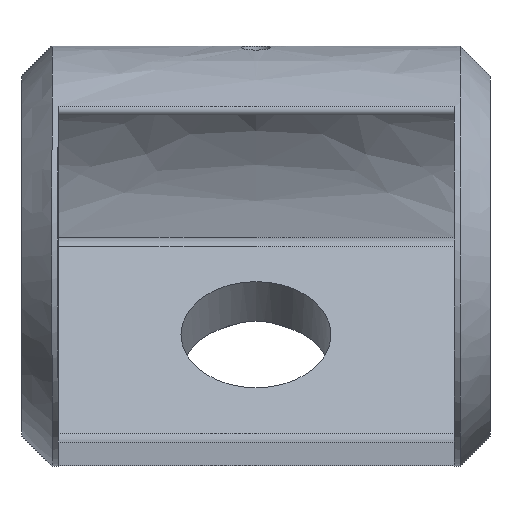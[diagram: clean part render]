
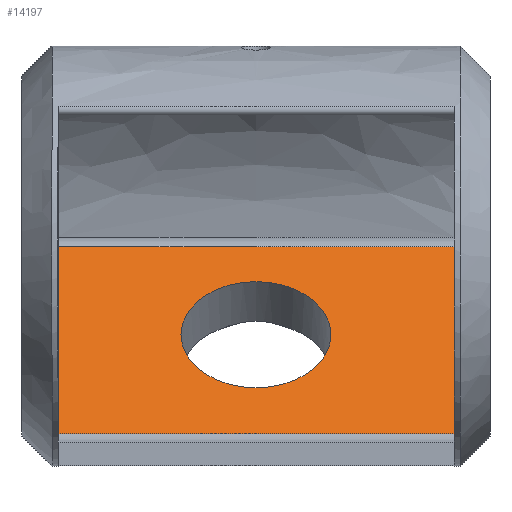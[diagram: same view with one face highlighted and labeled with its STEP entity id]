
A CAD part, left-side view. The second image highlights one B-rep face of the part: STEP entity #14197.
In plain terms, the highlighted planar face has unit normal (-0.707, 0, 0.707).
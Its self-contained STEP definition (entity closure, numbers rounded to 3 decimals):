
#454=CIRCLE('',#15297,12.5);
#1080=FACE_BOUND('',#2648,.T.);
#1823=FACE_OUTER_BOUND('',#2647,.T.);
#2647=EDGE_LOOP('',(#12929,#12930,#12931,#12932));
#2648=EDGE_LOOP('',(#12933));
#4017=LINE('',#24090,#5415);
#4029=LINE('',#24288,#5427);
#4034=LINE('',#24361,#5432);
#4058=LINE('',#24669,#5456);
#5415=VECTOR('',#18697,10.);
#5427=VECTOR('',#18733,10.);
#5432=VECTOR('',#18742,10.);
#5456=VECTOR('',#18826,10.);
#6774=VERTEX_POINT('',#24086);
#6776=VERTEX_POINT('',#24089);
#6791=VERTEX_POINT('',#24285);
#6798=VERTEX_POINT('',#24360);
#6835=VERTEX_POINT('',#24670);
#8796=EDGE_CURVE('',#6774,#6776,#4017,.T.);
#8819=EDGE_CURVE('',#6791,#6774,#4029,.T.);
#8828=EDGE_CURVE('',#6776,#6798,#4034,.T.);
#8886=EDGE_CURVE('',#6791,#6798,#4058,.T.);
#8887=EDGE_CURVE('',#6835,#6835,#454,.T.);
#12929=ORIENTED_EDGE('',*,*,#8819,.F.);
#12930=ORIENTED_EDGE('',*,*,#8886,.T.);
#12931=ORIENTED_EDGE('',*,*,#8828,.F.);
#12932=ORIENTED_EDGE('',*,*,#8796,.F.);
#12933=ORIENTED_EDGE('',*,*,#8887,.T.);
#13458=PLANE('',#15296);
#14197=ADVANCED_FACE('',(#1823,#1080),#13458,.F.);
#15296=AXIS2_PLACEMENT_3D('',#24668,#18824,#18825);
#15297=AXIS2_PLACEMENT_3D('',#24671,#18827,#18828);
#18697=DIRECTION('',(-0.707,0.,-0.707));
#18733=DIRECTION('',(0.,-1.,0.));
#18742=DIRECTION('',(0.,1.,0.));
#18824=DIRECTION('center_axis',(0.707,0.,-0.707));
#18825=DIRECTION('ref_axis',(-0.707,0.,-0.707));
#18826=DIRECTION('',(-0.707,0.,-0.707));
#18827=DIRECTION('center_axis',(0.707,0.,-0.707));
#18828=DIRECTION('ref_axis',(0.707,0.,0.707));
#24086=CARTESIAN_POINT('',(70.776,-33.,66.543));
#24089=CARTESIAN_POINT('',(39.586,-33.,35.353));
#24090=CARTESIAN_POINT('',(71.429,-33.,67.196));
#24285=CARTESIAN_POINT('',(70.776,33.,66.543));
#24288=CARTESIAN_POINT('',(70.776,0.,66.543));
#24360=CARTESIAN_POINT('',(39.586,33.,35.353));
#24361=CARTESIAN_POINT('',(39.586,0.,35.353));
#24668=CARTESIAN_POINT('Origin',(71.429,0.,67.196));
#24669=CARTESIAN_POINT('',(71.429,33.,67.196));
#24670=CARTESIAN_POINT('',(47.278,0.,43.045));
#24671=CARTESIAN_POINT('Origin',(56.116,0.,
51.884));
